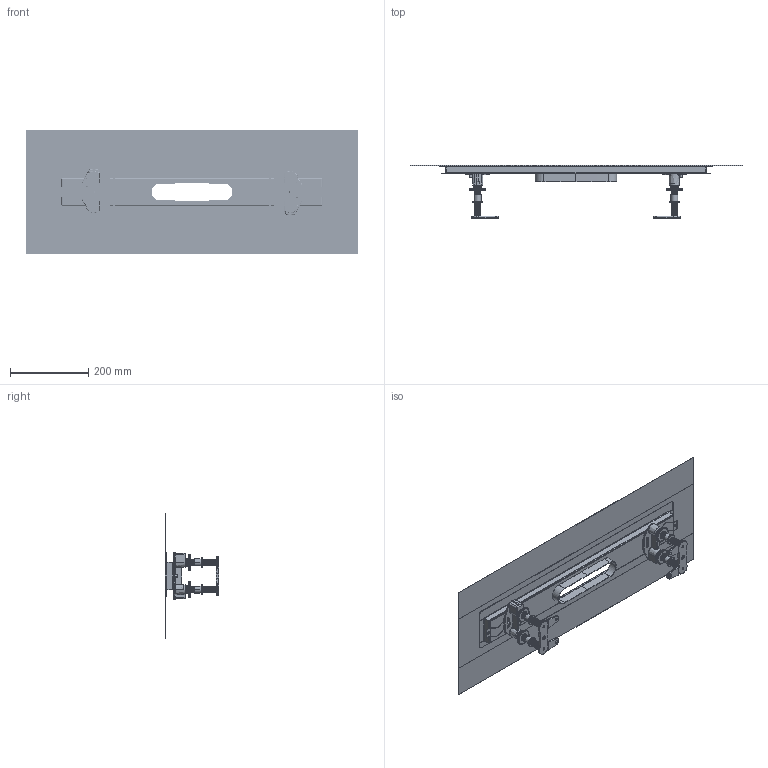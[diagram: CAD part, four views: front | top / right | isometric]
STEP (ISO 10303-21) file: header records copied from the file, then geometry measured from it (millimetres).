
FILE_DESCRIPTION(('CAx-IF Rec.Pracs.---Model Styling and Organization---1.2---2011-12-15','CAx-IF Rec.Pracs.---Geometric and Assembly Validation Properties---4.1---2014-06-16','CAx-IF Rec.Pracs.---PMI Polyline Presentation---2.0---2013-05-24'),'2;1');
FILE_NAME('1000150411_PPR_000.stp','2021-01-22T12:15:27+01:00',(''),(''),'STEP Interface 4.3 by CT CoreTechnologie','3D_Evolution4.3 by CT CoreTechnologie','');
FILE_SCHEMA(('AP203_CONFIGURATION_CONTROLLED_3D_DESIGN_OF_MECHANICAL_PARTS_AND_ASSEMBLIES_MIM_LF'));
Length unit declared in the file: millimetre
Products named in the file (3): P_2 HG uBox universal Inst.set 700mm bef 1000150411_PPR_000_A0; P_2 Installationsset Modulo 700 1000150410_PPA_000_A0; P_2 Stellfuss Modulo 1000150399_PPA_000_A0
Assembly tree (3 placements, depth 2):
  P_2 HG uBox universal Inst.set 700mm bef 1000150411_PPR_000_A0
    P_2 Installationsset Modulo 700 1000150410_PPA_000_A0
    P_2 Stellfuss Modulo 1000150399_PPA_000_A0  x2
Bounding box: 851 x 136.25 x 320 mm (x, y, z)
Volume: 529863.8 mm3; surface area: 696563.5 mm2
Topology: 3 solids, 3 shells, 1890 faces, 4494 edges, 2628 vertices
Faces by surface type: bspline 1388, cylinder 274, plane 228
Entity records: 95128 total; most frequent: CARTESIAN_POINT 63301, ORIENTED_EDGE 4806, DIRECTION 4042, EDGE_CURVE 2403, AXIS2_PLACEMENT_3D 1617, VERTEX_POINT 1410, CIRCLE 1299, EDGE_LOOP 1055
